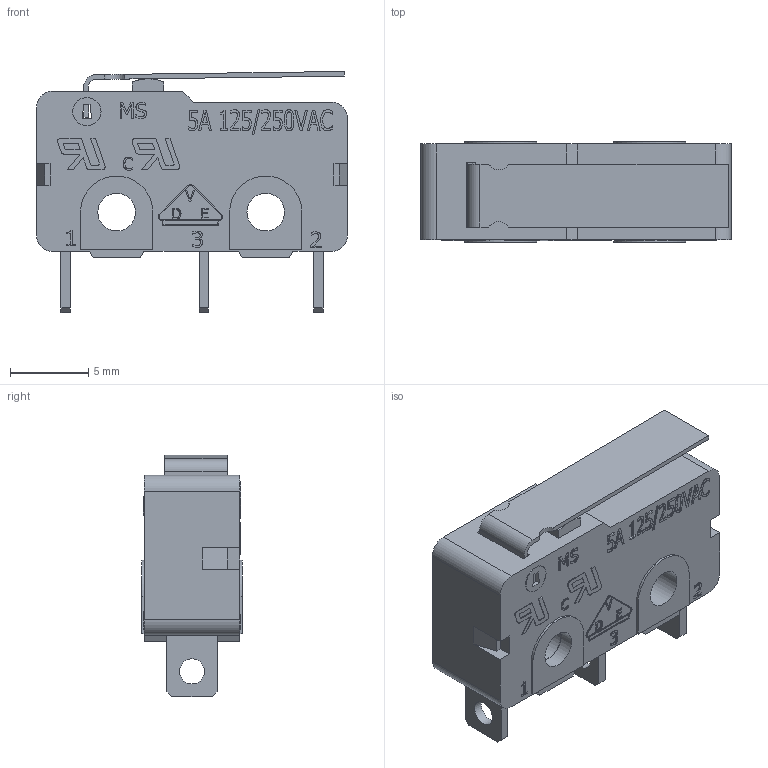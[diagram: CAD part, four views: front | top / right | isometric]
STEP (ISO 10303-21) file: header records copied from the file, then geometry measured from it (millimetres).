
FILE_DESCRIPTION((' '),'2;1');
FILE_NAME('MS085xx01FxxxS1A.stp','2017-07-24T13:15:41',(' '),(' '),' ','ACIS',' ');
FILE_SCHEMA(('CONFIG_CONTROL_DESIGN'));
Length unit declared in the file: inch
Products named in the file (1): MS085xx01FxxxS1A.stp
Bounding box: 19.8 x 6.4 x 15.37 mm (x, y, z)
Volume: 797 mm3; surface area: 1623.6 mm2
Topology: 1 solids, 4 shells, 768 faces, 2110 edges, 1404 vertices
Faces by surface type: plane 489, bspline 237, cylinder 42
Full cylindrical faces by diameter (mm): 1.6 x3, 1.8 x1, 2.4 x2, 2.5 x1
Entity records: 25515 total; most frequent: CARTESIAN_POINT 7427, ORIENTED_EDGE 4202, DIRECTION 2776, EDGE_CURVE 2101, VECTOR 1542, LINE 1542, VERTEX_POINT 1402, EDGE_LOOP 846
